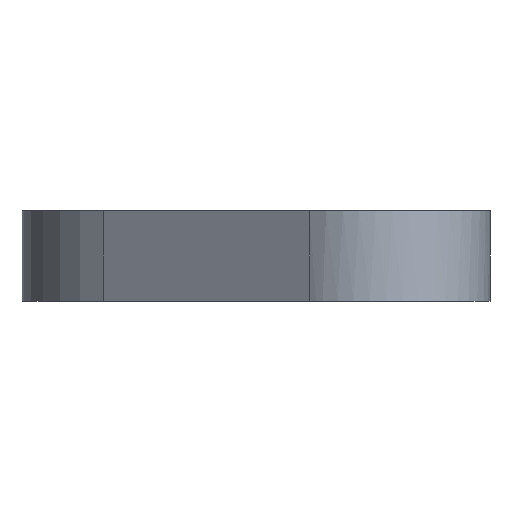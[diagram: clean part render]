
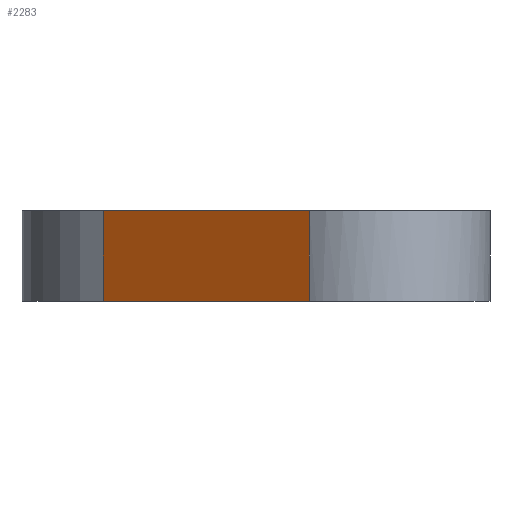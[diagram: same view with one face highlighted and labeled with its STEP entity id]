
A CAD part, left-side view. The second image highlights one B-rep face of the part: STEP entity #2283.
In plain terms, the highlighted free-form (B-spline) face has degree [1, 1] with [2, 2] control points.
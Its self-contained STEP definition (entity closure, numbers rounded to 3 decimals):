
#546 = B_SPLINE_SURFACE_WITH_KNOTS('',1,1,(
    (#547,#548)
    ,(#549,#550
    )),.UNSPECIFIED.,.F.,.F.,.F.,(2,2),(2,2),(-33.501,
    33.501),(-23.119,23.119),
  .PIECEWISE_BEZIER_KNOTS.);
#547 = CARTESIAN_POINT('',(61.295,15.141,-8.));
#548 = CARTESIAN_POINT('',(40.396,56.387,-8.));
#549 = CARTESIAN_POINT('',(1.529,-15.143,-8.));
#550 = CARTESIAN_POINT('',(-19.371,26.102,-8.));
#605 = B_SPLINE_SURFACE_WITH_KNOTS('',1,1,(
    (#606,#607)
    ,(#608,#609
    )),.UNSPECIFIED.,.F.,.F.,.F.,(2,2),(2,2),(-33.501,
    33.501),(-23.119,23.119),
  .PIECEWISE_BEZIER_KNOTS.);
#606 = CARTESIAN_POINT('',(1.529,-15.143,
    0.));
#607 = CARTESIAN_POINT('',(-19.371,26.102,
    0.));
#608 = CARTESIAN_POINT('',(61.295,15.141,
    0.));
#609 = CARTESIAN_POINT('',(40.396,56.387,
    0.));
#1550 = VERTEX_POINT('',#1551);
#1551 = CARTESIAN_POINT('',(5.269,34.093,-8.));
#1560 = ( BOUNDED_SURFACE() B_SPLINE_SURFACE(1,2,(
    (#1561,#1562,#1563)
    ,(#1564,#1565,#1566
)),.UNSPECIFIED.,.F.,.F.,.F.) B_SPLINE_SURFACE_WITH_KNOTS((2,2),(3,3),(
    0.,0.457),(-0.938,0.),.PIECEWISE_BEZIER_KNOTS.) 
GEOMETRIC_REPRESENTATION_ITEM() RATIONAL_B_SPLINE_SURFACE((
    (1.,0.892,1.)
,(1.,0.892,1.))) REPRESENTATION_ITEM('') SURFACE() );
#1561 = CARTESIAN_POINT('',(19.38,41.244,
    0.));
#1562 = CARTESIAN_POINT('',(10.513,41.244,
    0.));
#1563 = CARTESIAN_POINT('',(5.269,34.093,
    0.));
#1564 = CARTESIAN_POINT('',(19.38,41.244,-8.));
#1565 = CARTESIAN_POINT('',(10.513,41.244,-8.));
#1566 = CARTESIAN_POINT('',(5.269,34.093,-8.));
#1603 = EDGE_CURVE('',#1550,#1604,#1606,.T.);
#1604 = VERTEX_POINT('',#1605);
#1605 = CARTESIAN_POINT('',(5.269,34.093,
    0.));
#1606 = SURFACE_CURVE('',#1607,(#1610,#1616),.PCURVE_S1.);
#1607 = B_SPLINE_CURVE_WITH_KNOTS('',1,(#1608,#1609),.UNSPECIFIED.,.F.,
  .F.,(2,2),(0.,8.),.PIECEWISE_BEZIER_KNOTS.);
#1608 = CARTESIAN_POINT('',(5.269,34.093,-8.));
#1609 = CARTESIAN_POINT('',(5.269,34.093,
    0.));
#1610 = PCURVE('',#1560,#1611);
#1611 = DEFINITIONAL_REPRESENTATION('',(#1612),#1615);
#1612 = B_SPLINE_CURVE_WITH_KNOTS('',1,(#1613,#1614),.UNSPECIFIED.,.F.,
  .F.,(2,2),(0.,8.),.PIECEWISE_BEZIER_KNOTS.);
#1613 = CARTESIAN_POINT('',(0.457,0.));
#1614 = CARTESIAN_POINT('',(0.,0.));
#1615 = ( GEOMETRIC_REPRESENTATION_CONTEXT(2) 
PARAMETRIC_REPRESENTATION_CONTEXT() REPRESENTATION_CONTEXT('2D SPACE',''
  ) );
#1616 = PCURVE('',#1617,#1622);
#1617 = B_SPLINE_SURFACE_WITH_KNOTS('',1,1,(
    (#1618,#1619)
    ,(#1620,#1621
    )),.UNSPECIFIED.,.F.,.F.,.F.,(2,2),(2,2),(-0.001,22.545),(
    -0.001,8.001),.PIECEWISE_BEZIER_KNOTS.);
#1618 = CARTESIAN_POINT('',(5.269,34.094,-8.001));
#1619 = CARTESIAN_POINT('',(5.269,34.094,0.001));
#1620 = CARTESIAN_POINT('',(-8.064,15.913,-8.001));
#1621 = CARTESIAN_POINT('',(-8.064,15.913,0.001));
#1622 = DEFINITIONAL_REPRESENTATION('',(#1623),#1627);
#1623 = LINE('',#1624,#1625);
#1624 = CARTESIAN_POINT('',(0.,0.));
#1625 = VECTOR('',#1626,1.);
#1626 = DIRECTION('',(0.,1.));
#1627 = ( GEOMETRIC_REPRESENTATION_CONTEXT(2) 
PARAMETRIC_REPRESENTATION_CONTEXT() REPRESENTATION_CONTEXT('2D SPACE',''
  ) );
#2146 = ( BOUNDED_SURFACE() B_SPLINE_SURFACE(1,2,(
    (#2147,#2148,#2149,#2150,#2151)
    ,(#2152,#2153,#2154,#2155,#2156
)),.UNSPECIFIED.,.F.,.F.,.F.) B_SPLINE_SURFACE_WITH_KNOTS((2,2),(3,2,3),
  (0.,0.8),(-2.204,-1.102,0.),
.PIECEWISE_BEZIER_KNOTS.) GEOMETRIC_REPRESENTATION_ITEM() 
RATIONAL_B_SPLINE_SURFACE((
    (1.,0.852,1.,0.852,1.)
,(1.,0.852,1.,0.852,1.
))) REPRESENTATION_ITEM('') SURFACE() );
#2147 = CARTESIAN_POINT('',(-8.064,15.914,
    0.));
#2148 = CARTESIAN_POINT('',(-11.697,10.96,
    0.));
#2149 = CARTESIAN_POINT('',(-8.92,5.48,
    0.));
#2150 = CARTESIAN_POINT('',(-6.143,0.,0.));
#2151 = CARTESIAN_POINT('',(0.,0.,0.));
#2152 = CARTESIAN_POINT('',(-8.064,15.914,-8.));
#2153 = CARTESIAN_POINT('',(-11.697,10.96,-8.));
#2154 = CARTESIAN_POINT('',(-8.92,5.48,-8.));
#2155 = CARTESIAN_POINT('',(-6.143,0.,-8.));
#2156 = CARTESIAN_POINT('',(0.,0.,-8.));
#2171 = VERTEX_POINT('',#2172);
#2172 = CARTESIAN_POINT('',(-8.064,15.914,-8.));
#2219 = VERTEX_POINT('',#2220);
#2220 = CARTESIAN_POINT('',(-8.064,15.914,
    0.));
#2265 = EDGE_CURVE('',#2171,#2219,#2266,.T.);
#2266 = SURFACE_CURVE('',#2267,(#2270,#2276),.PCURVE_S1.);
#2267 = B_SPLINE_CURVE_WITH_KNOTS('',1,(#2268,#2269),.UNSPECIFIED.,.F.,
  .F.,(2,2),(0.,8.),.PIECEWISE_BEZIER_KNOTS.);
#2268 = CARTESIAN_POINT('',(-8.064,15.914,-8.));
#2269 = CARTESIAN_POINT('',(-8.064,15.914,
    0.));
#2270 = PCURVE('',#2146,#2271);
#2271 = DEFINITIONAL_REPRESENTATION('',(#2272),#2275);
#2272 = B_SPLINE_CURVE_WITH_KNOTS('',1,(#2273,#2274),.UNSPECIFIED.,.F.,
  .F.,(2,2),(0.,8.),.PIECEWISE_BEZIER_KNOTS.);
#2273 = CARTESIAN_POINT('',(0.8,-2.204));
#2274 = CARTESIAN_POINT('',(0.,-2.204));
#2275 = ( GEOMETRIC_REPRESENTATION_CONTEXT(2) 
PARAMETRIC_REPRESENTATION_CONTEXT() REPRESENTATION_CONTEXT('2D SPACE',''
  ) );
#2276 = PCURVE('',#1617,#2277);
#2277 = DEFINITIONAL_REPRESENTATION('',(#2278),#2282);
#2278 = LINE('',#2279,#2280);
#2279 = CARTESIAN_POINT('',(22.544,0.));
#2280 = VECTOR('',#2281,1.);
#2281 = DIRECTION('',(0.,1.));
#2282 = ( GEOMETRIC_REPRESENTATION_CONTEXT(2) 
PARAMETRIC_REPRESENTATION_CONTEXT() REPRESENTATION_CONTEXT('2D SPACE',''
  ) );
#2283 = ADVANCED_FACE('',(#2284),#1617,.T.);
#2284 = FACE_BOUND('',#2285,.T.);
#2285 = EDGE_LOOP('',(#2286,#2306,#2307,#2327));
#2286 = ORIENTED_EDGE('',*,*,#2287,.F.);
#2287 = EDGE_CURVE('',#2171,#1550,#2288,.T.);
#2288 = SURFACE_CURVE('',#2289,(#2292,#2299),.PCURVE_S1.);
#2289 = B_SPLINE_CURVE_WITH_KNOTS('',1,(#2290,#2291),.UNSPECIFIED.,.F.,
  .F.,(2,2),(0.,22.544),.PIECEWISE_BEZIER_KNOTS.);
#2290 = CARTESIAN_POINT('',(-8.064,15.914,-8.));
#2291 = CARTESIAN_POINT('',(5.269,34.093,-8.));
#2292 = PCURVE('',#1617,#2293);
#2293 = DEFINITIONAL_REPRESENTATION('',(#2294),#2298);
#2294 = LINE('',#2295,#2296);
#2295 = CARTESIAN_POINT('',(22.544,0.));
#2296 = VECTOR('',#2297,1.);
#2297 = DIRECTION('',(-1.,0.));
#2298 = ( GEOMETRIC_REPRESENTATION_CONTEXT(2) 
PARAMETRIC_REPRESENTATION_CONTEXT() REPRESENTATION_CONTEXT('2D SPACE',''
  ) );
#2299 = PCURVE('',#546,#2300);
#2300 = DEFINITIONAL_REPRESENTATION('',(#2301),#2305);
#2301 = LINE('',#2302,#2303);
#2302 = CARTESIAN_POINT('',(28.02,8.92));
#2303 = VECTOR('',#2304,1.);
#2304 = DIRECTION('',(-0.892,0.452));
#2305 = ( GEOMETRIC_REPRESENTATION_CONTEXT(2) 
PARAMETRIC_REPRESENTATION_CONTEXT() REPRESENTATION_CONTEXT('2D SPACE',''
  ) );
#2306 = ORIENTED_EDGE('',*,*,#2265,.T.);
#2307 = ORIENTED_EDGE('',*,*,#2308,.F.);
#2308 = EDGE_CURVE('',#1604,#2219,#2309,.T.);
#2309 = SURFACE_CURVE('',#2310,(#2313,#2320),.PCURVE_S1.);
#2310 = B_SPLINE_CURVE_WITH_KNOTS('',1,(#2311,#2312),.UNSPECIFIED.,.F.,
  .F.,(2,2),(-22.544,0.),.PIECEWISE_BEZIER_KNOTS.);
#2311 = CARTESIAN_POINT('',(5.269,34.093,
    0.));
#2312 = CARTESIAN_POINT('',(-8.064,15.914,
    0.));
#2313 = PCURVE('',#1617,#2314);
#2314 = DEFINITIONAL_REPRESENTATION('',(#2315),#2319);
#2315 = LINE('',#2316,#2317);
#2316 = CARTESIAN_POINT('',(22.544,8.));
#2317 = VECTOR('',#2318,1.);
#2318 = DIRECTION('',(1.,0.));
#2319 = ( GEOMETRIC_REPRESENTATION_CONTEXT(2) 
PARAMETRIC_REPRESENTATION_CONTEXT() REPRESENTATION_CONTEXT('2D SPACE',''
  ) );
#2320 = PCURVE('',#605,#2321);
#2321 = DEFINITIONAL_REPRESENTATION('',(#2322),#2326);
#2322 = LINE('',#2323,#2324);
#2323 = CARTESIAN_POINT('',(-28.02,8.92));
#2324 = VECTOR('',#2325,1.);
#2325 = DIRECTION('',(-0.892,-0.452));
#2326 = ( GEOMETRIC_REPRESENTATION_CONTEXT(2) 
PARAMETRIC_REPRESENTATION_CONTEXT() REPRESENTATION_CONTEXT('2D SPACE',''
  ) );
#2327 = ORIENTED_EDGE('',*,*,#1603,.F.);
